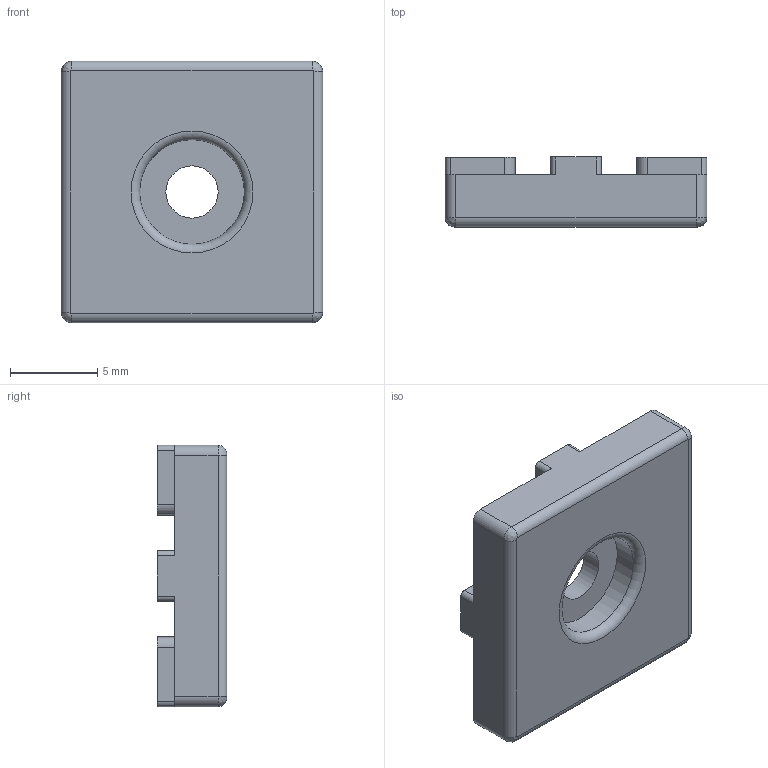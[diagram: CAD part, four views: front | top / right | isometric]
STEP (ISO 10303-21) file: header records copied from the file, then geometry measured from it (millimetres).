
FILE_DESCRIPTION(/* description */ (''),/* implementation_level */ '2;1');
FILE_NAME(/* name */ '1515 End Cap v1.step',/* time_stamp */ '2023-03-30T16:03:25-04:00',/* author */ (''),/* organization */ (''),/* preprocessor_version */ 'ST-DEVELOPER v19.2',/* originating_system */ 'Autodesk Translation Framework v11.17.0.187',/* authorisation */ '');
FILE_SCHEMA (('AUTOMOTIVE_DESIGN { 1 0 10303 214 3 1 1 }'));
Length unit declared in the file: millimetre
Products named in the file (1): 1515 End Cap
Bounding box: 15 x 4 x 15 mm (x, y, z)
Volume: 656.1 mm3; surface area: 692.8 mm2
Topology: 1 solids, 1 shells, 54 faces, 145 edges, 94 vertices
Faces by surface type: cylinder 26, plane 23, bspline 4, torus 1
Full cylindrical faces by diameter (mm): 3 x1, 6 x1
Entity records: 1764 total; most frequent: CARTESIAN_POINT 326, DIRECTION 306, ORIENTED_EDGE 290, EDGE_CURVE 145, AXIS2_PLACEMENT_3D 110, VERTEX_POINT 94, LINE 86, VECTOR 86
